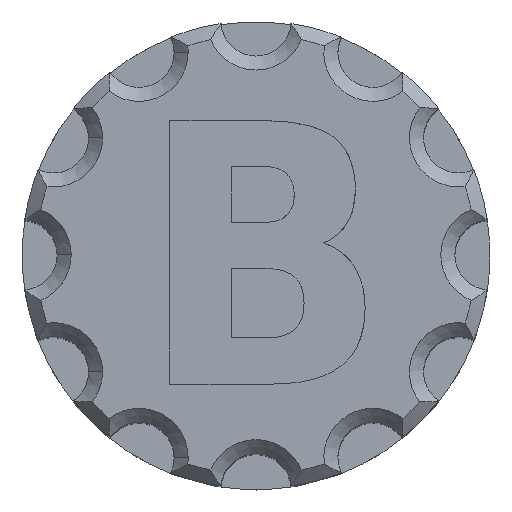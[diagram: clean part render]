
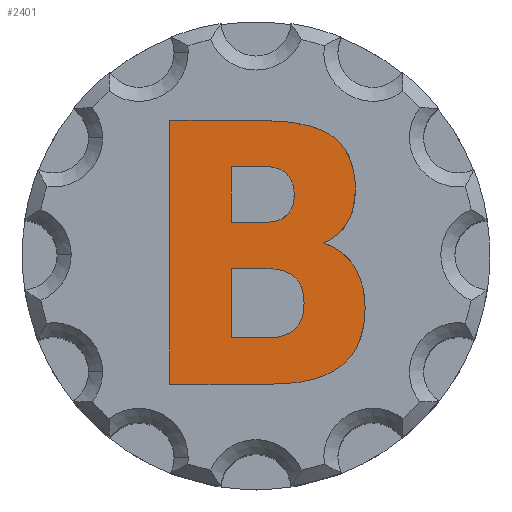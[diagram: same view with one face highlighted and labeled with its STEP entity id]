
A CAD part, top view. The second image highlights one B-rep face of the part: STEP entity #2401.
In plain terms, the highlighted planar face has unit normal (0, 0, 1).
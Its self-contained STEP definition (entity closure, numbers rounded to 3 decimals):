
#2126 = VERTEX_POINT('',#2127);
#2127 = CARTESIAN_POINT('',(1.953,0.683,12.5));
#2133 = EDGE_CURVE('',#2126,#2134,#2136,.T.);
#2134 = VERTEX_POINT('',#2135);
#2135 = CARTESIAN_POINT('',(1.45,0.255,12.5));
#2136 = B_SPLINE_CURVE_WITH_KNOTS('',2,(#2137,#2138,#2139),
  .UNSPECIFIED.,.F.,.F.,(3,3),(0.,1.),.PIECEWISE_BEZIER_KNOTS.);
#2137 = CARTESIAN_POINT('',(1.953,0.683,12.5));
#2138 = CARTESIAN_POINT('',(1.782,0.394,12.5));
#2139 = CARTESIAN_POINT('',(1.45,0.255,12.5));
#2159 = VERTEX_POINT('',#2160);
#2160 = CARTESIAN_POINT('',(2.124,1.383,12.5));
#2166 = EDGE_CURVE('',#2159,#2126,#2167,.T.);
#2167 = B_SPLINE_CURVE_WITH_KNOTS('',2,(#2168,#2169,#2170),
  .UNSPECIFIED.,.F.,.F.,(3,3),(0.,1.),.PIECEWISE_BEZIER_KNOTS.);
#2168 = CARTESIAN_POINT('',(2.124,1.383,12.5));
#2169 = CARTESIAN_POINT('',(2.124,0.972,12.5));
#2170 = CARTESIAN_POINT('',(1.953,0.683,12.5));
#2185 = VERTEX_POINT('',#2186);
#2186 = CARTESIAN_POINT('',(1.651,2.52,12.5));
#2192 = EDGE_CURVE('',#2185,#2159,#2193,.T.);
#2193 = B_SPLINE_CURVE_WITH_KNOTS('',2,(#2194,#2195,#2196),
  .UNSPECIFIED.,.F.,.F.,(3,3),(0.,1.),.PIECEWISE_BEZIER_KNOTS.);
#2194 = CARTESIAN_POINT('',(1.651,2.52,12.5));
#2195 = CARTESIAN_POINT('',(2.124,2.165,12.5));
#2196 = CARTESIAN_POINT('',(2.124,1.383,12.5));
#2211 = VERTEX_POINT('',#2212);
#2212 = CARTESIAN_POINT('',(0.121,2.875,12.5));
#2218 = EDGE_CURVE('',#2211,#2185,#2219,.T.);
#2219 = B_SPLINE_CURVE_WITH_KNOTS('',2,(#2220,#2221,#2222),
  .UNSPECIFIED.,.F.,.F.,(3,3),(0.,1.),.PIECEWISE_BEZIER_KNOTS.);
#2220 = CARTESIAN_POINT('',(0.121,2.875,12.5));
#2221 = CARTESIAN_POINT('',(1.178,2.875,12.5));
#2222 = CARTESIAN_POINT('',(1.651,2.52,12.5));
#2237 = VERTEX_POINT('',#2238);
#2238 = CARTESIAN_POINT('',(-1.842,2.875,12.5));
#2244 = EDGE_CURVE('',#2237,#2211,#2245,.T.);
#2245 = LINE('',#2246,#2247);
#2246 = CARTESIAN_POINT('',(-1.842,2.875,12.5));
#2247 = VECTOR('',#2248,1.);
#2248 = DIRECTION('',(1.,0.,0.));
#2261 = VERTEX_POINT('',#2262);
#2262 = CARTESIAN_POINT('',(-1.842,-2.762,12.5));
#2268 = EDGE_CURVE('',#2261,#2237,#2269,.T.);
#2269 = LINE('',#2270,#2271);
#2270 = CARTESIAN_POINT('',(-1.842,-2.762,12.5));
#2271 = VECTOR('',#2272,1.);
#2272 = DIRECTION('',(0.,1.,0.));
#2285 = VERTEX_POINT('',#2286);
#2286 = CARTESIAN_POINT('',(0.327,-2.762,12.5));
#2292 = EDGE_CURVE('',#2285,#2261,#2293,.T.);
#2293 = LINE('',#2294,#2295);
#2294 = CARTESIAN_POINT('',(0.327,-2.762,12.5));
#2295 = VECTOR('',#2296,1.);
#2296 = DIRECTION('',(-1.,0.,0.));
#2309 = VERTEX_POINT('',#2310);
#2310 = CARTESIAN_POINT('',(1.835,-2.362,12.5));
#2316 = EDGE_CURVE('',#2309,#2285,#2317,.T.);
#2317 = B_SPLINE_CURVE_WITH_KNOTS('',2,(#2318,#2319,#2320),
  .UNSPECIFIED.,.F.,.F.,(3,3),(0.,1.),.PIECEWISE_BEZIER_KNOTS.);
#2318 = CARTESIAN_POINT('',(1.835,-2.362,12.5));
#2319 = CARTESIAN_POINT('',(1.339,-2.762,12.5));
#2320 = CARTESIAN_POINT('',(0.327,-2.762,12.5));
#2335 = VERTEX_POINT('',#2336);
#2336 = CARTESIAN_POINT('',(2.333,-1.147,12.5));
#2342 = EDGE_CURVE('',#2335,#2309,#2343,.T.);
#2343 = B_SPLINE_CURVE_WITH_KNOTS('',2,(#2344,#2345,#2346),
  .UNSPECIFIED.,.F.,.F.,(3,3),(0.,1.),.PIECEWISE_BEZIER_KNOTS.);
#2344 = CARTESIAN_POINT('',(2.333,-1.147,12.5));
#2345 = CARTESIAN_POINT('',(2.333,-1.962,12.5));
#2346 = CARTESIAN_POINT('',(1.835,-2.362,12.5));
#2361 = VERTEX_POINT('',#2362);
#2362 = CARTESIAN_POINT('',(2.101,-0.248,12.5));
#2368 = EDGE_CURVE('',#2361,#2335,#2369,.T.);
#2369 = B_SPLINE_CURVE_WITH_KNOTS('',2,(#2370,#2371,#2372),
  .UNSPECIFIED.,.F.,.F.,(3,3),(0.,1.),.PIECEWISE_BEZIER_KNOTS.);
#2370 = CARTESIAN_POINT('',(2.101,-0.248,12.5));
#2371 = CARTESIAN_POINT('',(2.333,-0.613,12.5));
#2372 = CARTESIAN_POINT('',(2.333,-1.147,12.5));
#2387 = EDGE_CURVE('',#2134,#2361,#2388,.T.);
#2388 = B_SPLINE_CURVE_WITH_KNOTS('',2,(#2389,#2390,#2391),
  .UNSPECIFIED.,.F.,.F.,(3,3),(0.,1.),.PIECEWISE_BEZIER_KNOTS.);
#2389 = CARTESIAN_POINT('',(1.45,0.255,12.5));
#2390 = CARTESIAN_POINT('',(1.872,0.119,12.5));
#2391 = CARTESIAN_POINT('',(2.101,-0.248,12.5));
#2401 = ADVANCED_FACE('',(#2402,#2415,#2473),#2531,.F.);
#2402 = FACE_BOUND('',#2403,.F.);
#2403 = EDGE_LOOP('',(#2404,#2405,#2406,#2407,#2408,#2409,#2410,#2411,
    #2412,#2413,#2414));
#2404 = ORIENTED_EDGE('',*,*,#2387,.T.);
#2405 = ORIENTED_EDGE('',*,*,#2368,.T.);
#2406 = ORIENTED_EDGE('',*,*,#2342,.T.);
#2407 = ORIENTED_EDGE('',*,*,#2316,.T.);
#2408 = ORIENTED_EDGE('',*,*,#2292,.T.);
#2409 = ORIENTED_EDGE('',*,*,#2268,.T.);
#2410 = ORIENTED_EDGE('',*,*,#2244,.T.);
#2411 = ORIENTED_EDGE('',*,*,#2218,.T.);
#2412 = ORIENTED_EDGE('',*,*,#2192,.T.);
#2413 = ORIENTED_EDGE('',*,*,#2166,.T.);
#2414 = ORIENTED_EDGE('',*,*,#2133,.T.);
#2415 = FACE_BOUND('',#2416,.F.);
#2416 = EDGE_LOOP('',(#2417,#2427,#2435,#2443,#2451,#2459,#2467));
#2417 = ORIENTED_EDGE('',*,*,#2418,.T.);
#2418 = EDGE_CURVE('',#2419,#2421,#2423,.T.);
#2419 = VERTEX_POINT('',#2420);
#2420 = CARTESIAN_POINT('',(0.234,-1.773,12.5));
#2421 = VERTEX_POINT('',#2422);
#2422 = CARTESIAN_POINT('',(0.828,-1.59,12.5));
#2423 = B_SPLINE_CURVE_WITH_KNOTS('',2,(#2424,#2425,#2426),
  .UNSPECIFIED.,.F.,.F.,(3,3),(0.,1.),.PIECEWISE_BEZIER_KNOTS.);
#2424 = CARTESIAN_POINT('',(0.234,-1.773,12.5));
#2425 = CARTESIAN_POINT('',(0.629,-1.773,12.5));
#2426 = CARTESIAN_POINT('',(0.828,-1.59,12.5));
#2427 = ORIENTED_EDGE('',*,*,#2428,.T.);
#2428 = EDGE_CURVE('',#2421,#2429,#2431,.T.);
#2429 = VERTEX_POINT('',#2430);
#2430 = CARTESIAN_POINT('',(1.027,-1.028,12.5));
#2431 = B_SPLINE_CURVE_WITH_KNOTS('',2,(#2432,#2433,#2434),
  .UNSPECIFIED.,.F.,.F.,(3,3),(0.,1.),.PIECEWISE_BEZIER_KNOTS.);
#2432 = CARTESIAN_POINT('',(0.828,-1.59,12.5));
#2433 = CARTESIAN_POINT('',(1.027,-1.403,12.5));
#2434 = CARTESIAN_POINT('',(1.027,-1.028,12.5));
#2435 = ORIENTED_EDGE('',*,*,#2436,.T.);
#2436 = EDGE_CURVE('',#2429,#2437,#2439,.T.);
#2437 = VERTEX_POINT('',#2438);
#2438 = CARTESIAN_POINT('',(0.828,-0.48,12.5));
#2439 = B_SPLINE_CURVE_WITH_KNOTS('',2,(#2440,#2441,#2442),
  .UNSPECIFIED.,.F.,.F.,(3,3),(0.,1.),.PIECEWISE_BEZIER_KNOTS.);
#2440 = CARTESIAN_POINT('',(1.027,-1.028,12.5));
#2441 = CARTESIAN_POINT('',(1.027,-0.663,12.5));
#2442 = CARTESIAN_POINT('',(0.828,-0.48,12.5));
#2443 = ORIENTED_EDGE('',*,*,#2444,.T.);
#2444 = EDGE_CURVE('',#2437,#2445,#2447,.T.);
#2445 = VERTEX_POINT('',#2446);
#2446 = CARTESIAN_POINT('',(0.234,-0.296,12.5));
#2447 = B_SPLINE_CURVE_WITH_KNOTS('',2,(#2448,#2449,#2450),
  .UNSPECIFIED.,.F.,.F.,(3,3),(0.,1.),.PIECEWISE_BEZIER_KNOTS.);
#2448 = CARTESIAN_POINT('',(0.828,-0.48,12.5));
#2449 = CARTESIAN_POINT('',(0.629,-0.296,12.5));
#2450 = CARTESIAN_POINT('',(0.234,-0.296,12.5));
#2451 = ORIENTED_EDGE('',*,*,#2452,.T.);
#2452 = EDGE_CURVE('',#2445,#2453,#2455,.T.);
#2453 = VERTEX_POINT('',#2454);
#2454 = CARTESIAN_POINT('',(-0.534,-0.296,12.5));
#2455 = LINE('',#2456,#2457);
#2456 = CARTESIAN_POINT('',(0.234,-0.296,12.5));
#2457 = VECTOR('',#2458,1.);
#2458 = DIRECTION('',(-1.,0.,0.));
#2459 = ORIENTED_EDGE('',*,*,#2460,.T.);
#2460 = EDGE_CURVE('',#2453,#2461,#2463,.T.);
#2461 = VERTEX_POINT('',#2462);
#2462 = CARTESIAN_POINT('',(-0.534,-1.773,12.5));
#2463 = LINE('',#2464,#2465);
#2464 = CARTESIAN_POINT('',(-0.534,-0.296,12.5));
#2465 = VECTOR('',#2466,1.);
#2466 = DIRECTION('',(0.,-1.,0.));
#2467 = ORIENTED_EDGE('',*,*,#2468,.T.);
#2468 = EDGE_CURVE('',#2461,#2419,#2469,.T.);
#2469 = LINE('',#2470,#2471);
#2470 = CARTESIAN_POINT('',(-0.534,-1.773,12.5));
#2471 = VECTOR('',#2472,1.);
#2472 = DIRECTION('',(1.,0.,0.));
#2473 = FACE_BOUND('',#2474,.F.);
#2474 = EDGE_LOOP('',(#2475,#2485,#2493,#2501,#2509,#2517,#2525));
#2475 = ORIENTED_EDGE('',*,*,#2476,.T.);
#2476 = EDGE_CURVE('',#2477,#2479,#2481,.T.);
#2477 = VERTEX_POINT('',#2478);
#2478 = CARTESIAN_POINT('',(0.189,0.693,12.5));
#2479 = VERTEX_POINT('',#2480);
#2480 = CARTESIAN_POINT('',(0.657,0.844,12.5));
#2481 = B_SPLINE_CURVE_WITH_KNOTS('',2,(#2482,#2483,#2484),
  .UNSPECIFIED.,.F.,.F.,(3,3),(0.,1.),.PIECEWISE_BEZIER_KNOTS.);
#2482 = CARTESIAN_POINT('',(0.189,0.693,12.5));
#2483 = CARTESIAN_POINT('',(0.498,0.693,12.5));
#2484 = CARTESIAN_POINT('',(0.657,0.844,12.5));
#2485 = ORIENTED_EDGE('',*,*,#2486,.T.);
#2486 = EDGE_CURVE('',#2479,#2487,#2489,.T.);
#2487 = VERTEX_POINT('',#2488);
#2488 = CARTESIAN_POINT('',(0.818,1.29,12.5));
#2489 = B_SPLINE_CURVE_WITH_KNOTS('',2,(#2490,#2491,#2492),
  .UNSPECIFIED.,.F.,.F.,(3,3),(0.,1.),.PIECEWISE_BEZIER_KNOTS.);
#2490 = CARTESIAN_POINT('',(0.657,0.844,12.5));
#2491 = CARTESIAN_POINT('',(0.818,0.995,12.5));
#2492 = CARTESIAN_POINT('',(0.818,1.29,12.5));
#2493 = ORIENTED_EDGE('',*,*,#2494,.T.);
#2494 = EDGE_CURVE('',#2487,#2495,#2497,.T.);
#2495 = VERTEX_POINT('',#2496);
#2496 = CARTESIAN_POINT('',(0.657,1.732,12.5));
#2497 = B_SPLINE_CURVE_WITH_KNOTS('',2,(#2498,#2499,#2500),
  .UNSPECIFIED.,.F.,.F.,(3,3),(0.,1.),.PIECEWISE_BEZIER_KNOTS.);
#2498 = CARTESIAN_POINT('',(0.818,1.29,12.5));
#2499 = CARTESIAN_POINT('',(0.818,1.579,12.5));
#2500 = CARTESIAN_POINT('',(0.657,1.732,12.5));
#2501 = ORIENTED_EDGE('',*,*,#2502,.T.);
#2502 = EDGE_CURVE('',#2495,#2503,#2505,.T.);
#2503 = VERTEX_POINT('',#2504);
#2504 = CARTESIAN_POINT('',(0.189,1.886,12.5));
#2505 = B_SPLINE_CURVE_WITH_KNOTS('',2,(#2506,#2507,#2508),
  .UNSPECIFIED.,.F.,.F.,(3,3),(0.,1.),.PIECEWISE_BEZIER_KNOTS.);
#2506 = CARTESIAN_POINT('',(0.657,1.732,12.5));
#2507 = CARTESIAN_POINT('',(0.498,1.886,12.5));
#2508 = CARTESIAN_POINT('',(0.189,1.886,12.5));
#2509 = ORIENTED_EDGE('',*,*,#2510,.T.);
#2510 = EDGE_CURVE('',#2503,#2511,#2513,.T.);
#2511 = VERTEX_POINT('',#2512);
#2512 = CARTESIAN_POINT('',(-0.534,1.886,12.5));
#2513 = LINE('',#2514,#2515);
#2514 = CARTESIAN_POINT('',(0.189,1.886,12.5));
#2515 = VECTOR('',#2516,1.);
#2516 = DIRECTION('',(-1.,0.,0.));
#2517 = ORIENTED_EDGE('',*,*,#2518,.T.);
#2518 = EDGE_CURVE('',#2511,#2519,#2521,.T.);
#2519 = VERTEX_POINT('',#2520);
#2520 = CARTESIAN_POINT('',(-0.534,0.693,12.5));
#2521 = LINE('',#2522,#2523);
#2522 = CARTESIAN_POINT('',(-0.534,1.886,12.5));
#2523 = VECTOR('',#2524,1.);
#2524 = DIRECTION('',(0.,-1.,0.));
#2525 = ORIENTED_EDGE('',*,*,#2526,.T.);
#2526 = EDGE_CURVE('',#2519,#2477,#2527,.T.);
#2527 = LINE('',#2528,#2529);
#2528 = CARTESIAN_POINT('',(-0.534,0.693,12.5));
#2529 = VECTOR('',#2530,1.);
#2530 = DIRECTION('',(1.,0.,0.));
#2531 = PLANE('',#2532);
#2532 = AXIS2_PLACEMENT_3D('',#2533,#2534,#2535);
#2533 = CARTESIAN_POINT('',(0.117,0.04,12.5));
#2534 = DIRECTION('',(-0.,-0.,-1.));
#2535 = DIRECTION('',(-1.,0.,0.));
